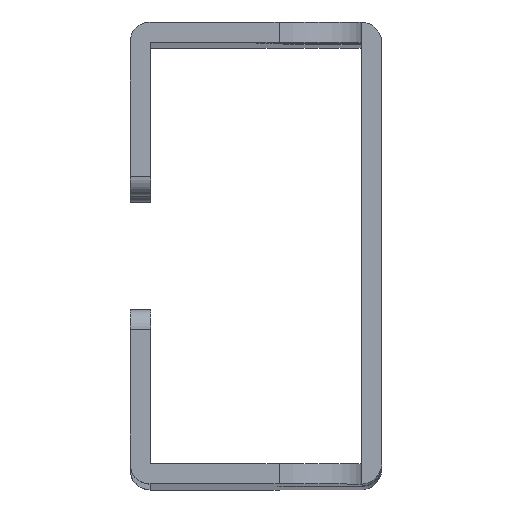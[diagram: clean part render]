
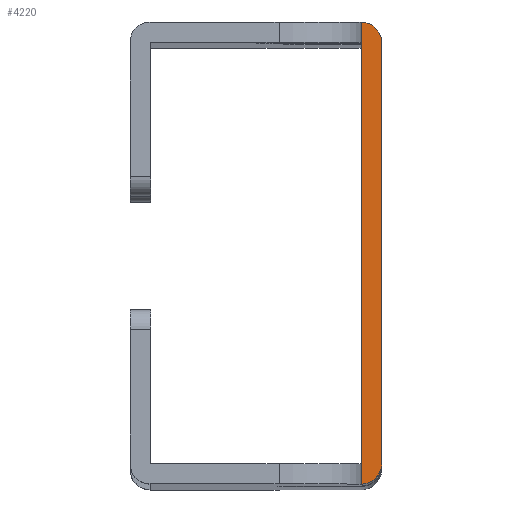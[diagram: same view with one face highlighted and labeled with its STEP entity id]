
A CAD part, top view. The second image highlights one B-rep face of the part: STEP entity #4220.
In plain terms, the highlighted planar face has unit normal (0, 0, 1).
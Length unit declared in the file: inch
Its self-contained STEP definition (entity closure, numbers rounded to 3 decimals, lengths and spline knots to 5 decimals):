
#139=DIRECTION('',(0.,-1.,0.));
#140=VECTOR('',#139,0.062);
#141=CARTESIAN_POINT('',(-0.062,0.702,4.85));
#142=LINE('',#141,#140);
#143=CARTESIAN_POINT('',(-0.062,0.64,4.85));
#144=DIRECTION('',(0.,0.,-1.));
#145=DIRECTION('',(0.,1.,0.));
#146=AXIS2_PLACEMENT_3D('',#143,#144,#145);
#148=CARTESIAN_POINT('',(-0.062,-0.64,4.85));
#149=DIRECTION('',(0.,0.,-1.));
#150=DIRECTION('',(1.,0.,0.));
#151=AXIS2_PLACEMENT_3D('',#148,#149,#150);
#153=DIRECTION('',(0.,-1.,0.));
#154=VECTOR('',#153,0.062);
#155=CARTESIAN_POINT('',(-0.062,-0.64,4.85));
#156=LINE('',#155,#154);
#173=DIRECTION('',(0.,-1.,0.));
#174=VECTOR('',#173,1.28);
#175=CARTESIAN_POINT('',(-0.062,0.64,4.85));
#176=LINE('',#175,#174);
#518=DIRECTION('',(0.,1.,0.));
#519=VECTOR('',#518,1.28);
#520=CARTESIAN_POINT('',(0.,-0.64,4.85));
#521=LINE('',#520,#519);
#3431=CARTESIAN_POINT('',(-0.062,0.64,4.85));
#3432=CARTESIAN_POINT('',(-0.062,-0.64,4.85));
#3433=VERTEX_POINT('',#3431);
#3434=VERTEX_POINT('',#3432);
#3435=CARTESIAN_POINT('',(0.,-0.64,4.85));
#3436=CARTESIAN_POINT('',(0.,0.64,4.85));
#3437=VERTEX_POINT('',#3435);
#3438=VERTEX_POINT('',#3436);
#3439=CARTESIAN_POINT('',(-0.062,-0.702,4.85));
#3440=VERTEX_POINT('',#3439);
#3441=CARTESIAN_POINT('',(-0.062,0.702,4.85));
#3442=VERTEX_POINT('',#3441);
#4202=CARTESIAN_POINT('',(0.,0.,4.85));
#4203=DIRECTION('',(0.,0.,1.));
#4204=DIRECTION('',(0.,-1.,0.));
#4205=AXIS2_PLACEMENT_3D('',#4202,#4203,#4204);
#4206=PLANE('',#4205);
#4208=ORIENTED_EDGE('',*,*,#4207,.F.);
#4209=ORIENTED_EDGE('',*,*,#4195,.F.);
#4211=ORIENTED_EDGE('',*,*,#4210,.T.);
#4213=ORIENTED_EDGE('',*,*,#4212,.F.);
#4215=ORIENTED_EDGE('',*,*,#4214,.T.);
#4217=ORIENTED_EDGE('',*,*,#4216,.F.);
#4218=EDGE_LOOP('',(#4208,#4209,#4211,#4213,#4215,#4217));
#4219=FACE_OUTER_BOUND('',#4218,.F.);
#4220=ADVANCED_FACE('',(#4219),#4206,.T.);
#147=CIRCLE('',#146,0.062);
#152=CIRCLE('',#151,0.062);
#4195=EDGE_CURVE('',#3442,#3433,#142,.T.);
#4207=EDGE_CURVE('',#3433,#3434,#176,.T.);
#4210=EDGE_CURVE('',#3442,#3438,#147,.T.);
#4212=EDGE_CURVE('',#3437,#3438,#521,.T.);
#4214=EDGE_CURVE('',#3437,#3440,#152,.T.);
#4216=EDGE_CURVE('',#3434,#3440,#156,.T.);
